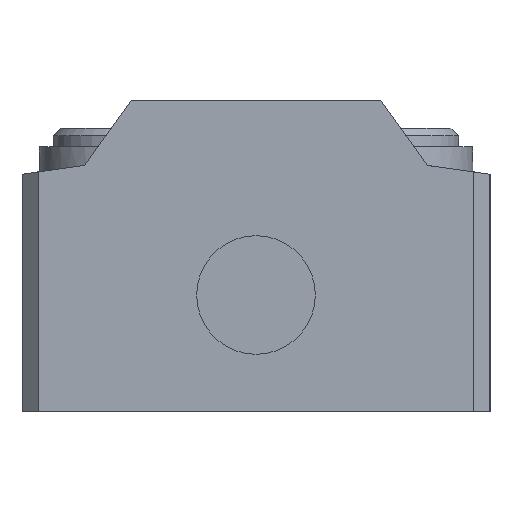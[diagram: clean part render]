
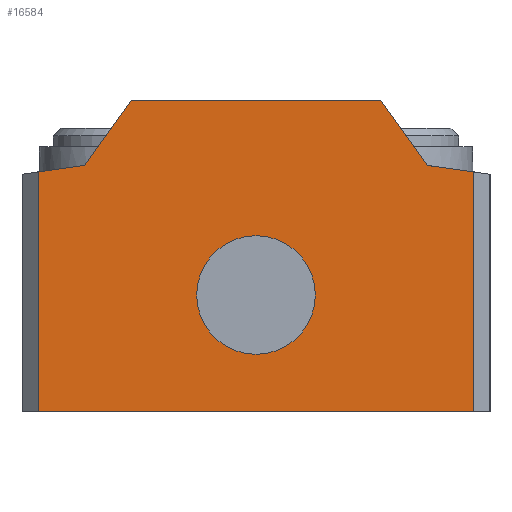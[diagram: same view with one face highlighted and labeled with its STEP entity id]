
A CAD part, left-side view. The second image highlights one B-rep face of the part: STEP entity #16584.
In plain terms, the highlighted planar face has unit normal (-1, 0, 0).
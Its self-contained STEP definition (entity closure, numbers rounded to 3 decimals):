
#39=DIRECTION('',(0.,-1.,0.));
#40=VECTOR('',#39,16.);
#41=CARTESIAN_POINT('',(20.5,8.,20.));
#42=LINE('',#41,#40);
#2389=DIRECTION('',(0.,0.,1.));
#2390=VECTOR('',#2389,15.391);
#2391=CARTESIAN_POINT('',(20.5,-13.95,0.));
#2392=LINE('',#2391,#2390);
#2396=DIRECTION('',(0.,0.,-1.));
#2397=VECTOR('',#2396,15.391);
#2398=CARTESIAN_POINT('',(20.5,13.95,15.391));
#2399=LINE('',#2398,#2397);
#2403=DIRECTION('',(0.,0.99,-0.139));
#2404=VECTOR('',#2403,2.979);
#2405=CARTESIAN_POINT('',(20.5,11.,15.805));
#2406=LINE('',#2405,#2404);
#2410=DIRECTION('',(0.,0.582,-0.813));
#2411=VECTOR('',#2410,5.157);
#2412=CARTESIAN_POINT('',(20.5,8.,20.));
#2413=LINE('',#2412,#2411);
#2417=DIRECTION('',(0.,0.582,0.813));
#2418=VECTOR('',#2417,5.157);
#2419=CARTESIAN_POINT('',(20.5,-11.,15.805));
#2420=LINE('',#2419,#2418);
#2424=DIRECTION('',(0.,0.99,0.139));
#2425=VECTOR('',#2424,2.979);
#2426=CARTESIAN_POINT('',(20.5,-13.95,15.391));
#2427=LINE('',#2426,#2425);
#2431=CARTESIAN_POINT('',(20.5,0.,7.5));
#2432=DIRECTION('',(1.,0.,0.));
#2433=DIRECTION('',(0.,1.,0.));
#2434=AXIS2_PLACEMENT_3D('',#2431,#2432,#2433);
#2439=CARTESIAN_POINT('',(20.5,0.,7.5));
#2440=DIRECTION('',(1.,0.,0.));
#2441=DIRECTION('',(0.,-1.,0.));
#2442=AXIS2_PLACEMENT_3D('',#2439,#2440,#2441);
#3331=DIRECTION('',(0.,1.,0.));
#3332=VECTOR('',#3331,27.9);
#3333=CARTESIAN_POINT('',(20.5,-13.95,0.));
#3334=LINE('',#3333,#3332);
#12390=CARTESIAN_POINT('',(20.5,-8.,20.));
#12391=VERTEX_POINT('',#12390);
#12392=CARTESIAN_POINT('',(20.5,8.,20.));
#12393=VERTEX_POINT('',#12392);
#12422=CARTESIAN_POINT('',(20.5,13.95,0.));
#12424=VERTEX_POINT('',#12422);
#12426=CARTESIAN_POINT('',(20.5,-13.95,0.));
#12427=VERTEX_POINT('',#12426);
#12446=CARTESIAN_POINT('',(20.5,-3.8,7.5));
#12447=CARTESIAN_POINT('',(20.5,3.8,7.5));
#12448=VERTEX_POINT('',#12446);
#12449=VERTEX_POINT('',#12447);
#12450=CARTESIAN_POINT('',(20.5,13.95,15.391));
#12451=VERTEX_POINT('',#12450);
#12452=CARTESIAN_POINT('',(20.5,11.,15.805));
#12453=VERTEX_POINT('',#12452);
#12454=CARTESIAN_POINT('',(20.5,-11.,15.805));
#12455=VERTEX_POINT('',#12454);
#12456=CARTESIAN_POINT('',(20.5,-13.95,15.391));
#12457=VERTEX_POINT('',#12456);
#16559=CARTESIAN_POINT('',(20.5,0.,7.983));
#16560=DIRECTION('',(1.,0.,0.));
#16561=DIRECTION('',(0.,0.,-1.));
#16562=AXIS2_PLACEMENT_3D('',#16559,#16560,#16561);
#16563=PLANE('',#16562);
#16565=ORIENTED_EDGE('',*,*,#16564,.F.);
#16567=ORIENTED_EDGE('',*,*,#16566,.T.);
#16568=ORIENTED_EDGE('',*,*,#16551,.F.);
#16569=ORIENTED_EDGE('',*,*,#14671,.F.);
#16570=ORIENTED_EDGE('',*,*,#14608,.F.);
#16571=ORIENTED_EDGE('',*,*,#14593,.T.);
#16573=ORIENTED_EDGE('',*,*,#16572,.F.);
#16575=ORIENTED_EDGE('',*,*,#16574,.F.);
#16576=EDGE_LOOP('',(#16565,#16567,#16568,#16569,#16570,#16571,#16573,#16575));
#16577=FACE_OUTER_BOUND('',#16576,.F.);
#16579=ORIENTED_EDGE('',*,*,#16578,.F.);
#16581=ORIENTED_EDGE('',*,*,#16580,.F.);
#16582=EDGE_LOOP('',(#16579,#16581));
#16583=FACE_BOUND('',#16582,.F.);
#16584=ADVANCED_FACE('',(#16577,#16583),#16563,.F.);
#2435=CIRCLE('',#2434,3.8);
#2443=CIRCLE('',#2442,3.8);
#14593=EDGE_CURVE('',#12393,#12391,#42,.T.);
#14608=EDGE_CURVE('',#12393,#12453,#2413,.T.);
#14671=EDGE_CURVE('',#12453,#12451,#2406,.T.);
#16551=EDGE_CURVE('',#12451,#12424,#2399,.T.);
#16564=EDGE_CURVE('',#12427,#12457,#2392,.T.);
#16566=EDGE_CURVE('',#12427,#12424,#3334,.T.);
#16572=EDGE_CURVE('',#12455,#12391,#2420,.T.);
#16574=EDGE_CURVE('',#12457,#12455,#2427,.T.);
#16578=EDGE_CURVE('',#12449,#12448,#2435,.T.);
#16580=EDGE_CURVE('',#12448,#12449,#2443,.T.);
